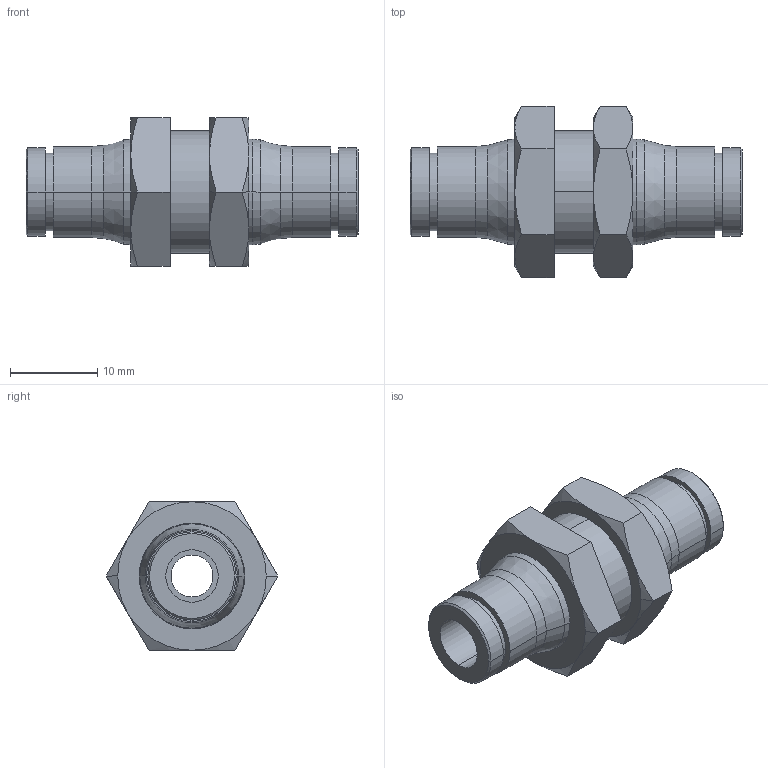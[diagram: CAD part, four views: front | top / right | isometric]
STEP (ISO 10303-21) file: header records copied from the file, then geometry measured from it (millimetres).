
FILE_DESCRIPTION(('STEP AP214'),'1');
FILE_NAME('3816_06_00.stp','2016-07-07T14:27:27',('TraceParts'),('TraceParts S.A.'),'Spatial InterOp 3D',' ',' ');
FILE_SCHEMA(('automotive_design'));
Length unit declared in the file: millimetre
Products named in the file (2): 1; 2
Bounding box: 38 x 19.63 x 17 mm (x, y, z)
Volume: 4178 mm3; surface area: 3257.4 mm2
Topology: 2 solids, 2 shells, 94 faces, 198 edges, 116 vertices
Faces by surface type: cone 46, cylinder 24, plane 24
Entity records: 2564 total; most frequent: CARTESIAN_POINT 554, DIRECTION 446, ORIENTED_EDGE 396, EDGE_CURVE 198, AXIS2_PLACEMENT_3D 188, VERTEX_POINT 116, EDGE_LOOP 106, ADVANCED_FACE 94
